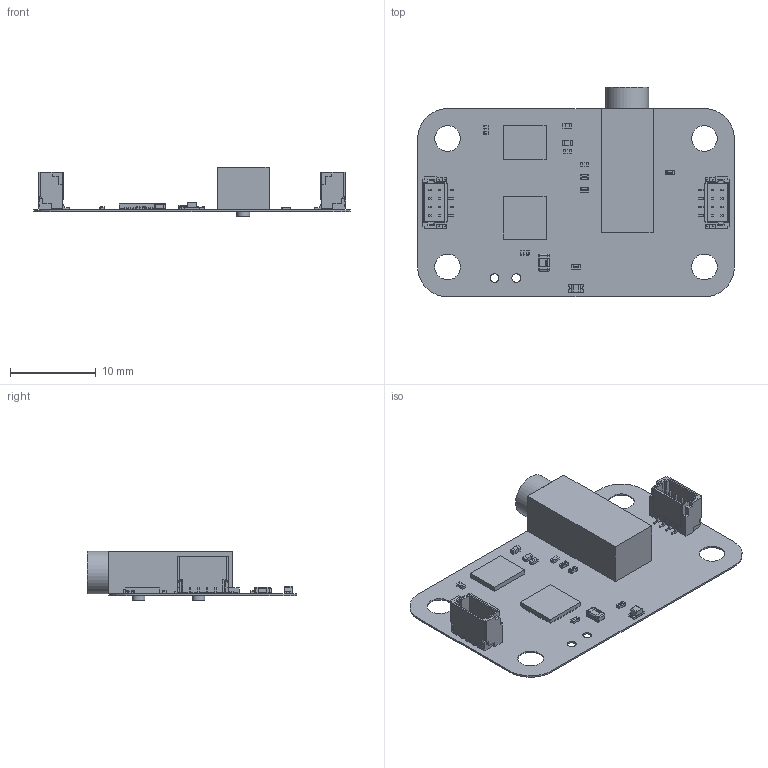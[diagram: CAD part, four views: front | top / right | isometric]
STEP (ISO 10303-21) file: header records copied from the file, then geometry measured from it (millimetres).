
FILE_DESCRIPTION(('Open CASCADE Model'),'2;1');
FILE_NAME('Open CASCADE Shape Model','2025-04-15T08:32:48',('Author'),( 'Open CASCADE'),'Open CASCADE STEP processor 7.5','Open CASCADE 7.5' ,'Unknown');
FILE_SCHEMA(('AUTOMOTIVE_DESIGN { 1 0 10303 214 1 1 1 1 }'));
Length unit declared in the file: millimetre
Products named in the file (55): PCB; Board; Open CASCADE STEP translator 7.5 2.1.1; R1; 6103728064; Extruded; 6103727904; R5; User Library-R SMD 0402; User Library-R SMD 0402_0402 BODY; User Library-R SMD 0402_0402 PAD; User Library-R SMD 0402_0402 OPIS; R3; R2; C6; C0402; C5; 6103727664; 6103727424; C4; C3; STAT1; 0603 LED Green; Solid1; Solid4; J13; 6152730528; Cylinder; 6152733088; 6152731328; 6152733408; U; DUELink-U-Connector-BM04B-SRSS-TB; D; DUELink-Connector-BM04B-SRSS-TB; R4; C2; 0805 SMD Capacitor; C1; Free-Models ...
Assembly tree (64 placements, depth 4):
  PCB
    Board
      Open CASCADE STEP translator 7.5 2.1.1
    R1
      6103728064
        Extruded
      6103727904  x2
        Extruded
    R5
      User Library-R SMD 0402
        User Library-R SMD 0402_0402 BODY
        User Library-R SMD 0402_0402 PAD  x2
        User Library-R SMD 0402_0402 OPIS
    R3
      User Library-R SMD 0402
        User Library-R SMD 0402_0402 BODY
        User Library-R SMD 0402_0402 PAD  x2
        User Library-R SMD 0402_0402 OPIS
    R2
      User Library-R SMD 0402
        User Library-R SMD 0402_0402 BODY
        User Library-R SMD 0402_0402 PAD  x2
        User Library-R SMD 0402_0402 OPIS
    C6
      C0402
    C5
      6103727664  x2
        Extruded
      6103727424
        Extruded
    C4
      C0402
    C3
      C0402
    STAT1
      0603 LED Green
        Solid1
        Solid4
        Solid1
        Solid1
        Solid4
        Solid1
        Solid1
        Solid1
    J13
      6152730528  x2
        Cylinder
      6152733088
        Cylinder
      6152731328
        Extruded
      6152733408
        Cylinder
    U
      DUELink-U-Connector-BM04B-SRSS-TB
    D
      DUELink-Connector-BM04B-SRSS-TB
    R4
      User Library-R SMD 0402
        User Library-R SMD 0402_0402 BODY
Bounding box: 37 x 24.5 x 5.8 mm (x, y, z)
Volume: 768.4 mm3; surface area: 2708.4 mm2
Topology: 106 solids, 106 shells, 1817 faces, 5824 edges, 5684 vertices
Faces by surface type: plane 1228, cylinder 318, bspline 231, revolution 32, sphere 8
Full cylindrical faces by diameter (mm): 1.016 x2, 1.5 x2, 1.6 x2, 3 x4, 3.6 x1, 5 x1
Entity records: 58548 total; most frequent: CARTESIAN_POINT 15255, DIRECTION 7488, ORIENTED_EDGE 6304, LINE 3926, VECTOR 3926, EDGE_CURVE 3152, VERTEX_POINT 2052, AXIS2_PLACEMENT_3D 1777
